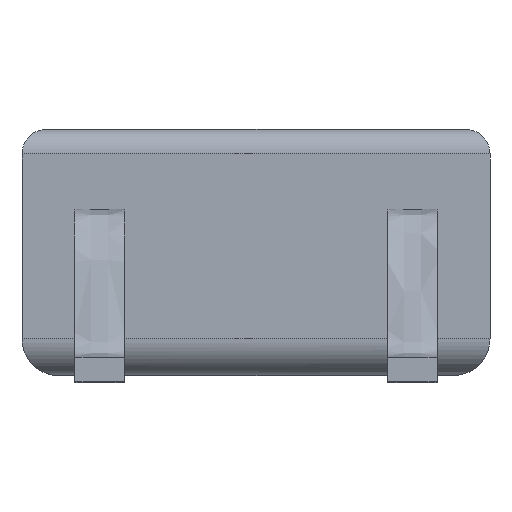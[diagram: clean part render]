
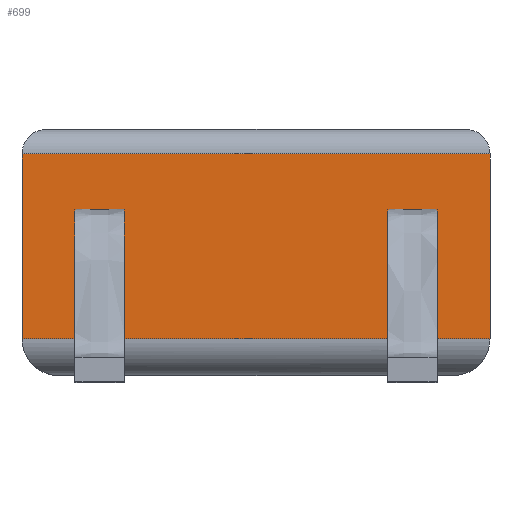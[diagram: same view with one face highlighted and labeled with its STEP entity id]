
A CAD part, left-side view. The second image highlights one B-rep face of the part: STEP entity #699.
In plain terms, the highlighted planar face has unit normal (-1, 0, 0).
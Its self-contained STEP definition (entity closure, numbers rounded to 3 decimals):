
#98=PLANE('',#771);
#126=FACE_OUTER_BOUND('',#174,.T.);
#174=EDGE_LOOP('',(#502,#503,#504,#505));
#217=LINE('',#942,#262);
#225=LINE('',#965,#270);
#228=LINE('',#971,#273);
#229=LINE('',#972,#274);
#262=VECTOR('',#813,10.);
#270=VECTOR('',#837,10.);
#273=VECTOR('',#842,10.);
#274=VECTOR('',#843,10.);
#310=VERTEX_POINT('',#940);
#311=VERTEX_POINT('',#941);
#318=VERTEX_POINT('',#964);
#320=VERTEX_POINT('',#970);
#377=EDGE_CURVE('',#310,#311,#217,.T.);
#389=EDGE_CURVE('',#311,#318,#225,.T.);
#392=EDGE_CURVE('',#310,#320,#228,.T.);
#393=EDGE_CURVE('',#318,#320,#229,.T.);
#502=ORIENTED_EDGE('',*,*,#377,.F.);
#503=ORIENTED_EDGE('',*,*,#392,.T.);
#504=ORIENTED_EDGE('',*,*,#393,.F.);
#505=ORIENTED_EDGE('',*,*,#389,.F.);
#699=ADVANCED_FACE('',(#126),#98,.T.);
#771=AXIS2_PLACEMENT_3D('',#969,#840,#841);
#813=DIRECTION('',(0.,1.,0.));
#837=DIRECTION('',(0.,0.,1.));
#840=DIRECTION('center_axis',(-1.,0.,0.));
#841=DIRECTION('ref_axis',(0.,-1.,0.));
#842=DIRECTION('',(0.,0.,1.));
#843=DIRECTION('',(0.,-1.,0.));
#940=CARTESIAN_POINT('',(0.,0.,0.3));
#941=CARTESIAN_POINT('',(0.,3.8,0.3));
#942=CARTESIAN_POINT('',(0.,2.85,0.3));
#964=CARTESIAN_POINT('',(0.,3.8,1.8));
#965=CARTESIAN_POINT('',(0.,3.8,0.));
#969=CARTESIAN_POINT('Origin',(0.,3.8,0.));
#970=CARTESIAN_POINT('',(0.,0.,1.8));
#971=CARTESIAN_POINT('',(0.,0.,0.));
#972=CARTESIAN_POINT('',(0.,2.85,1.8));
